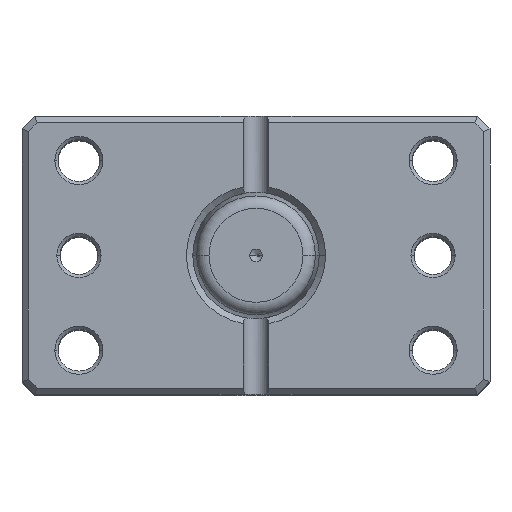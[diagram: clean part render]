
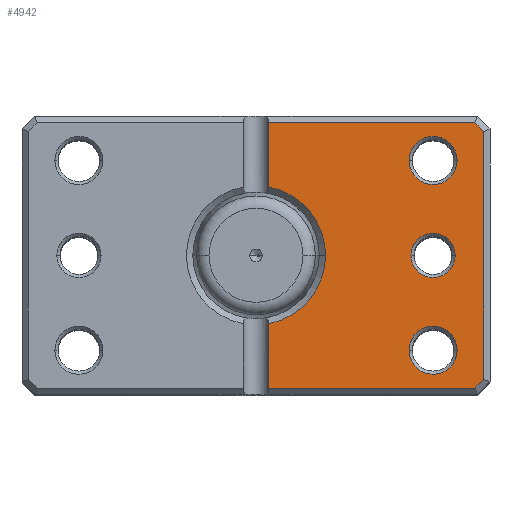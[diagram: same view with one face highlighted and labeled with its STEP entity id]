
A CAD part, top view. The second image highlights one B-rep face of the part: STEP entity #4942.
In plain terms, the highlighted face is planar.
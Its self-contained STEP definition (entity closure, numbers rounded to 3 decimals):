
#83 = ORIENTED_EDGE ( 'NONE', *, *, #4334, .T. ) ;
#131 = DIRECTION ( 'NONE',  ( 0., 0., 1. ) ) ;
#231 = VECTOR ( 'NONE', #6471, 1000. ) ;
#232 = ORIENTED_EDGE ( 'NONE', *, *, #6987, .T. ) ;
#235 = ORIENTED_EDGE ( 'NONE', *, *, #7152, .T. ) ;
#238 = PLANE ( 'NONE',  #3490 ) ;
#242 = CIRCLE ( 'NONE', #1428, 3.8 ) ;
#252 = ORIENTED_EDGE ( 'NONE', *, *, #2675, .T. ) ;
#301 = CARTESIAN_POINT ( 'NONE',  ( 0., 0., 0. ) ) ;
#358 = ORIENTED_EDGE ( 'NONE', *, *, #4330, .T. ) ;
#372 = EDGE_LOOP ( 'NONE', ( #817, #7042 ) ) ;
#465 = DIRECTION ( 'NONE',  ( 0.707, 0.707, 0. ) ) ;
#509 = VERTEX_POINT ( 'NONE', #7114 ) ;
#632 = CARTESIAN_POINT ( 'NONE',  ( -2., 22., 0. ) ) ;
#646 = AXIS2_PLACEMENT_3D ( 'NONE', #4912, #1610, #5468 ) ;
#817 = ORIENTED_EDGE ( 'NONE', *, *, #3714, .T. ) ;
#849 = CIRCLE ( 'NONE', #1158, 3.5 ) ;
#879 = DIRECTION ( 'NONE',  ( 1., 0., 0. ) ) ;
#968 = DIRECTION ( 'NONE',  ( 0., -1., 0. ) ) ;
#989 = DIRECTION ( 'NONE',  ( 0., 0., 1. ) ) ;
#1051 = CARTESIAN_POINT ( 'NONE',  ( -28., 15., 0. ) ) ;
#1158 = AXIS2_PLACEMENT_3D ( 'NONE', #5561, #2285, #6117 ) ;
#1216 = CARTESIAN_POINT ( 'NONE',  ( -28., -15., 0. ) ) ;
#1224 = EDGE_CURVE ( 'NONE', #5178, #4887, #3600, .T. ) ;
#1312 = CARTESIAN_POINT ( 'NONE',  ( -28., 0., 0. ) ) ;
#1345 = DIRECTION ( 'NONE',  ( 0., 0., 1. ) ) ;
#1346 = CARTESIAN_POINT ( 'NONE',  ( -34.586, -21., 0. ) ) ;
#1356 = DIRECTION ( 'NONE',  ( 1., 0., 0. ) ) ;
#1428 = AXIS2_PLACEMENT_3D ( 'NONE', #4277, #989, #4828 ) ;
#1574 = AXIS2_PLACEMENT_3D ( 'NONE', #3458, #131, #4019 ) ;
#1588 = DIRECTION ( 'NONE',  ( 1., 0., 0. ) ) ;
#1610 = DIRECTION ( 'NONE',  ( 0., 0., 1. ) ) ;
#1636 = VERTEX_POINT ( 'NONE', #1346 ) ;
#1770 = DIRECTION ( 'NONE',  ( 1., 0., 0. ) ) ;
#1801 = ORIENTED_EDGE ( 'NONE', *, *, #1224, .T. ) ;
#1895 = VERTEX_POINT ( 'NONE', #6251 ) ;
#1975 = VERTEX_POINT ( 'NONE', #5184 ) ;
#2008 = CARTESIAN_POINT ( 'NONE',  ( -36., 19.586, 0. ) ) ;
#2048 = VERTEX_POINT ( 'NONE', #2008 ) ;
#2176 = VERTEX_POINT ( 'NONE', #7128 ) ;
#2195 = CARTESIAN_POINT ( 'NONE',  ( 0., -21., 0. ) ) ;
#2207 = CARTESIAN_POINT ( 'NONE',  ( -2., -21., 0. ) ) ;
#2285 = DIRECTION ( 'NONE',  ( 0., 0., 1. ) ) ;
#2394 = FACE_BOUND ( 'NONE', #372, .T. ) ;
#2476 = DIRECTION ( 'NONE',  ( 1., 0., 0. ) ) ;
#2488 = EDGE_LOOP ( 'NONE', ( #83, #235, #3284, #5711, #232, #252, #4219, #5840, #2967 ) ) ;
#2491 = EDGE_CURVE ( 'NONE', #2758, #1895, #4926, .T. ) ;
#2604 = EDGE_CURVE ( 'NONE', #1975, #4674, #3129, .T. ) ;
#2675 = EDGE_CURVE ( 'NONE', #1636, #509, #6799, .T. ) ;
#2758 = VERTEX_POINT ( 'NONE', #3532 ) ;
#2820 = CARTESIAN_POINT ( 'NONE',  ( 0., 21., 0. ) ) ;
#2967 = ORIENTED_EDGE ( 'NONE', *, *, #2604, .T. ) ;
#3129 = LINE ( 'NONE', #2820, #5873 ) ;
#3182 = LINE ( 'NONE', #3757, #231 ) ;
#3284 = ORIENTED_EDGE ( 'NONE', *, *, #4601, .T. ) ;
#3313 = CARTESIAN_POINT ( 'NONE',  ( -24.5, 0., 0. ) ) ;
#3380 = DIRECTION ( 'NONE',  ( 1., 0., 0. ) ) ;
#3385 = EDGE_CURVE ( 'NONE', #1895, #2758, #4913, .T. ) ;
#3445 = CARTESIAN_POINT ( 'NONE',  ( -27.793, -27.793, 0. ) ) ;
#3458 = CARTESIAN_POINT ( 'NONE',  ( 0., 0., 0. ) ) ;
#3490 = AXIS2_PLACEMENT_3D ( 'NONE', #6284, #5758, #2476 ) ;
#3532 = CARTESIAN_POINT ( 'NONE',  ( -31.8, -15., 0. ) ) ;
#3600 = CIRCLE ( 'NONE', #6249, 3.5 ) ;
#3714 = EDGE_CURVE ( 'NONE', #3721, #2176, #242, .T. ) ;
#3715 = CARTESIAN_POINT ( 'NONE',  ( -2., 22., 0. ) ) ;
#3721 = VERTEX_POINT ( 'NONE', #3738 ) ;
#3738 = CARTESIAN_POINT ( 'NONE',  ( -31.8, 15., 0. ) ) ;
#3757 = CARTESIAN_POINT ( 'NONE',  ( -36., 0., 0. ) ) ;
#3789 = VECTOR ( 'NONE', #4475, 1000. ) ;
#3799 = VERTEX_POINT ( 'NONE', #4877 ) ;
#4001 = LINE ( 'NONE', #7071, #5290 ) ;
#4019 = DIRECTION ( 'NONE',  ( 1., 0., 0. ) ) ;
#4179 = DIRECTION ( 'NONE',  ( 0., 0., 1. ) ) ;
#4182 = EDGE_CURVE ( 'NONE', #509, #2048, #3182, .T. ) ;
#4219 = ORIENTED_EDGE ( 'NONE', *, *, #4182, .T. ) ;
#4227 = CARTESIAN_POINT ( 'NONE',  ( -2., 21., 0. ) ) ;
#4265 = VECTOR ( 'NONE', #968, 1000. ) ;
#4277 = CARTESIAN_POINT ( 'NONE',  ( -28., 15., 0. ) ) ;
#4330 = EDGE_CURVE ( 'NONE', #4887, #5178, #849, .T. ) ;
#4334 = EDGE_CURVE ( 'NONE', #4674, #5362, #6345, .T. ) ;
#4369 = DIRECTION ( 'NONE',  ( -1., 0., 0. ) ) ;
#4426 = LINE ( 'NONE', #3715, #4265 ) ;
#4475 = DIRECTION ( 'NONE',  ( 0., -1., 0. ) ) ;
#4490 = CARTESIAN_POINT ( 'NONE',  ( -2., 10.817, 0. ) ) ;
#4529 = DIRECTION ( 'NONE',  ( -0.707, 0.707, 0. ) ) ;
#4601 = EDGE_CURVE ( 'NONE', #3799, #4810, #4792, .T. ) ;
#4674 = VERTEX_POINT ( 'NONE', #4227 ) ;
#4792 = CIRCLE ( 'NONE', #6342, 11. ) ;
#4796 = EDGE_CURVE ( 'NONE', #2176, #3721, #6506, .T. ) ;
#4810 = VERTEX_POINT ( 'NONE', #6536 ) ;
#4828 = DIRECTION ( 'NONE',  ( 1., 0., 0. ) ) ;
#4865 = VERTEX_POINT ( 'NONE', #2207 ) ;
#4877 = CARTESIAN_POINT ( 'NONE',  ( -11., 0., 0. ) ) ;
#4885 = DIRECTION ( 'NONE',  ( 0., 0., 1. ) ) ;
#4887 = VERTEX_POINT ( 'NONE', #3313 ) ;
#4912 = CARTESIAN_POINT ( 'NONE',  ( -28., -15., 0. ) ) ;
#4913 = CIRCLE ( 'NONE', #6482, 3.8 ) ;
#4926 = CIRCLE ( 'NONE', #646, 3.8 ) ;
#4942 = ADVANCED_FACE ( 'NONE', ( #6762, #6587, #2394, #5144 ), #238, .F. ) ;
#5065 = DIRECTION ( 'NONE',  ( 0., 0., 1. ) ) ;
#5144 = FACE_OUTER_BOUND ( 'NONE', #2488, .T. ) ;
#5178 = VERTEX_POINT ( 'NONE', #5451 ) ;
#5184 = CARTESIAN_POINT ( 'NONE',  ( -34.586, 21., 0. ) ) ;
#5190 = ORIENTED_EDGE ( 'NONE', *, *, #2491, .T. ) ;
#5290 = VECTOR ( 'NONE', #465, 1000. ) ;
#5359 = VECTOR ( 'NONE', #4529, 1000. ) ;
#5362 = VERTEX_POINT ( 'NONE', #4490 ) ;
#5451 = CARTESIAN_POINT ( 'NONE',  ( -31.5, 0., 0. ) ) ;
#5468 = DIRECTION ( 'NONE',  ( 1., 0., 0. ) ) ;
#5561 = CARTESIAN_POINT ( 'NONE',  ( -28., 0., 0. ) ) ;
#5679 = EDGE_CURVE ( 'NONE', #4810, #4865, #4426, .T. ) ;
#5711 = ORIENTED_EDGE ( 'NONE', *, *, #5679, .T. ) ;
#5758 = DIRECTION ( 'NONE',  ( 0., 0., 1. ) ) ;
#5840 = ORIENTED_EDGE ( 'NONE', *, *, #6903, .T. ) ;
#5873 = VECTOR ( 'NONE', #3380, 1000. ) ;
#6117 = DIRECTION ( 'NONE',  ( 1., 0., 0. ) ) ;
#6198 = AXIS2_PLACEMENT_3D ( 'NONE', #1051, #4885, #1588 ) ;
#6249 = AXIS2_PLACEMENT_3D ( 'NONE', #1312, #1345, #1356 ) ;
#6251 = CARTESIAN_POINT ( 'NONE',  ( -24.2, -15., 0. ) ) ;
#6284 = CARTESIAN_POINT ( 'NONE',  ( 0., 0., 0. ) ) ;
#6342 = AXIS2_PLACEMENT_3D ( 'NONE', #301, #4179, #879 ) ;
#6345 = LINE ( 'NONE', #632, #3789 ) ;
#6379 = VECTOR ( 'NONE', #4369, 1000. ) ;
#6424 = EDGE_LOOP ( 'NONE', ( #1801, #358 ) ) ;
#6471 = DIRECTION ( 'NONE',  ( 0., 1., 0. ) ) ;
#6482 = AXIS2_PLACEMENT_3D ( 'NONE', #1216, #5065, #1770 ) ;
#6506 = CIRCLE ( 'NONE', #6198, 3.8 ) ;
#6536 = CARTESIAN_POINT ( 'NONE',  ( -2., -10.817, 0. ) ) ;
#6554 = LINE ( 'NONE', #2195, #6379 ) ;
#6587 = FACE_BOUND ( 'NONE', #6647, .T. ) ;
#6613 = ORIENTED_EDGE ( 'NONE', *, *, #3385, .T. ) ;
#6647 = EDGE_LOOP ( 'NONE', ( #5190, #6613 ) ) ;
#6762 = FACE_BOUND ( 'NONE', #6424, .T. ) ;
#6799 = LINE ( 'NONE', #3445, #5359 ) ;
#6808 = CIRCLE ( 'NONE', #1574, 11. ) ;
#6903 = EDGE_CURVE ( 'NONE', #2048, #1975, #4001, .T. ) ;
#6987 = EDGE_CURVE ( 'NONE', #4865, #1636, #6554, .T. ) ;
#7042 = ORIENTED_EDGE ( 'NONE', *, *, #4796, .T. ) ;
#7071 = CARTESIAN_POINT ( 'NONE',  ( -27.793, 27.793, 0. ) ) ;
#7114 = CARTESIAN_POINT ( 'NONE',  ( -36., -19.586, 0. ) ) ;
#7128 = CARTESIAN_POINT ( 'NONE',  ( -24.2, 15., 0. ) ) ;
#7152 = EDGE_CURVE ( 'NONE', #5362, #3799, #6808, .T. ) ;
